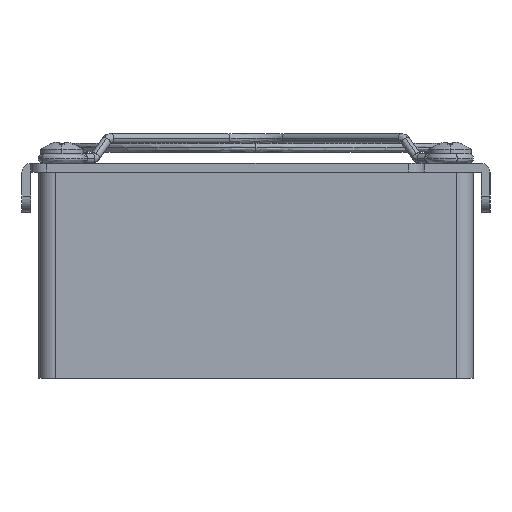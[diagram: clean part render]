
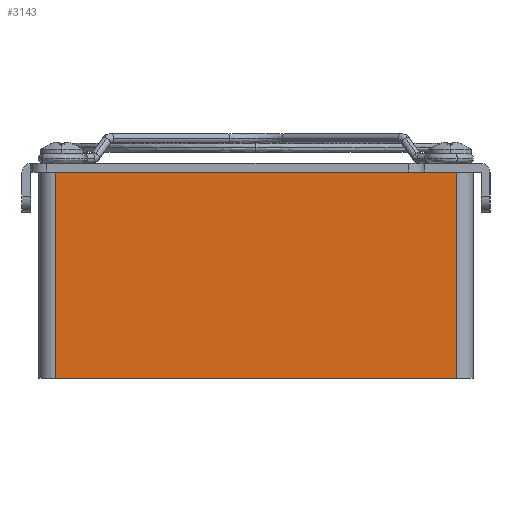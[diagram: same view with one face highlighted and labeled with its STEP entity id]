
A CAD part, left-side view. The second image highlights one B-rep face of the part: STEP entity #3143.
In plain terms, the highlighted planar face has unit normal (-1, 0, 0).
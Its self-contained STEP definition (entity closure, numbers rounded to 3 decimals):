
#25 = EDGE_CURVE ( 'NONE', #5771, #6254, #2108, .T. ) ;
#543 = LINE ( 'NONE', #11916, #945 ) ;
#945 = VECTOR ( 'NONE', #11984, 1000. ) ;
#2108 = LINE ( 'NONE', #5349, #13893 ) ;
#2531 = LINE ( 'NONE', #12650, #2637 ) ;
#2637 = VECTOR ( 'NONE', #12681, 1000. ) ;
#3143 = ADVANCED_FACE ( 'NONE', ( #17081 ), #15802, .T. ) ;
#4113 = CARTESIAN_POINT ( 'NONE',  ( -93.5, 86.95, -39.6 ) ) ;
#5349 = CARTESIAN_POINT ( 'NONE',  ( -93.5, 49.95, -39.6 ) ) ;
#5771 = VERTEX_POINT ( 'NONE', #4113 ) ;
#5790 = EDGE_LOOP ( 'NONE', ( #12727, #9433, #11333, #11637 ) ) ;
#5791 = LINE ( 'NONE', #13253, #10242 ) ;
#6254 = VERTEX_POINT ( 'NONE', #12863 ) ;
#7279 = VERTEX_POINT ( 'NONE', #12768 ) ;
#7305 = EDGE_CURVE ( 'NONE', #7279, #6254, #2531, .T. ) ;
#7361 = CARTESIAN_POINT ( 'NONE',  ( -93.5, 86.95, -1.6 ) ) ;
#9433 = ORIENTED_EDGE ( 'NONE', *, *, #25, .T. ) ;
#10242 = VECTOR ( 'NONE', #13021, 1000. ) ;
#11333 = ORIENTED_EDGE ( 'NONE', *, *, #7305, .F. ) ;
#11637 = ORIENTED_EDGE ( 'NONE', *, *, #14170, .F. ) ;
#11916 = CARTESIAN_POINT ( 'NONE',  ( -93.5, 86.95, -39.6 ) ) ;
#11984 = DIRECTION ( 'NONE',  ( 0., 0., -1. ) ) ;
#12354 = DIRECTION ( 'NONE',  ( 0., -1., 0. ) ) ;
#12421 = AXIS2_PLACEMENT_3D ( 'NONE', #15857, #15767, #15764 ) ;
#12650 = CARTESIAN_POINT ( 'NONE',  ( -93.5, 12.95, -39.6 ) ) ;
#12681 = DIRECTION ( 'NONE',  ( 0., 0., -1. ) ) ;
#12727 = ORIENTED_EDGE ( 'NONE', *, *, #16645, .T. ) ;
#12768 = CARTESIAN_POINT ( 'NONE',  ( -93.5, 12.95, -1.6 ) ) ;
#12863 = CARTESIAN_POINT ( 'NONE',  ( -93.5, 12.95, -39.6 ) ) ;
#13021 = DIRECTION ( 'NONE',  ( 0., -1., 0. ) ) ;
#13209 = VERTEX_POINT ( 'NONE', #7361 ) ;
#13253 = CARTESIAN_POINT ( 'NONE',  ( -93.5, 49.95, -1.6 ) ) ;
#13893 = VECTOR ( 'NONE', #12354, 1000. ) ;
#14170 = EDGE_CURVE ( 'NONE', #13209, #7279, #5791, .T. ) ;
#15764 = DIRECTION ( 'NONE',  ( 0., 0., 1. ) ) ;
#15767 = DIRECTION ( 'NONE',  ( -1., 0., 0. ) ) ;
#15802 = PLANE ( 'NONE',  #12421 ) ;
#15857 = CARTESIAN_POINT ( 'NONE',  ( -93.5, 86.95, -39.6 ) ) ;
#16645 = EDGE_CURVE ( 'NONE', #13209, #5771, #543, .T. ) ;
#17081 = FACE_OUTER_BOUND ( 'NONE', #5790, .T. ) ;
